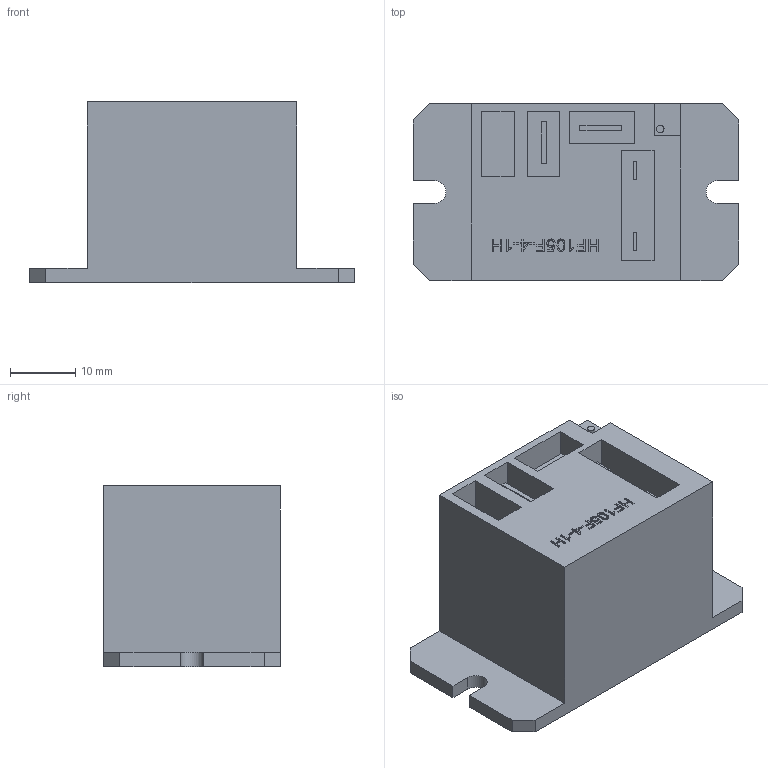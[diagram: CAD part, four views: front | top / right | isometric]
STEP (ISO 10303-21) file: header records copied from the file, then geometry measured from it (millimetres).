
FILE_DESCRIPTION(('STEP AP242'), '1');
FILE_NAME('HF105F-4', '', ('UNSPECIFIED'), ('UNSPECIFIED'), 'C3D Converter', 'C3D Toolkit', '');
FILE_SCHEMA(('AP242_MANAGED_MODEL_BASED_3D_ENGINEERING_MIM_LF { 1 0 10303 442 1 1 4 }'));
Length unit declared in the file: millimetre
Products named in the file (1): HF105F-4-1H
Bounding box: 50 x 27.2 x 27.9 mm (x, y, z)
Volume: 23032.1 mm3; surface area: 7726.8 mm2
Topology: 1 solids, 1 shells, 206 faces, 546 edges, 364 vertices
Faces by surface type: plane 160, extrusion 43, cylinder 3
Full cylindrical faces by diameter (mm): 1.157 x1
Entity records: 8020 total; most frequent: CARTESIAN_POINT 1374, ORIENTED_EDGE 1090, DIRECTION 836, EDGE_CURVE 545, VECTOR 496, LINE 453, VERTEX_POINT 364, EDGE_LOOP 229
